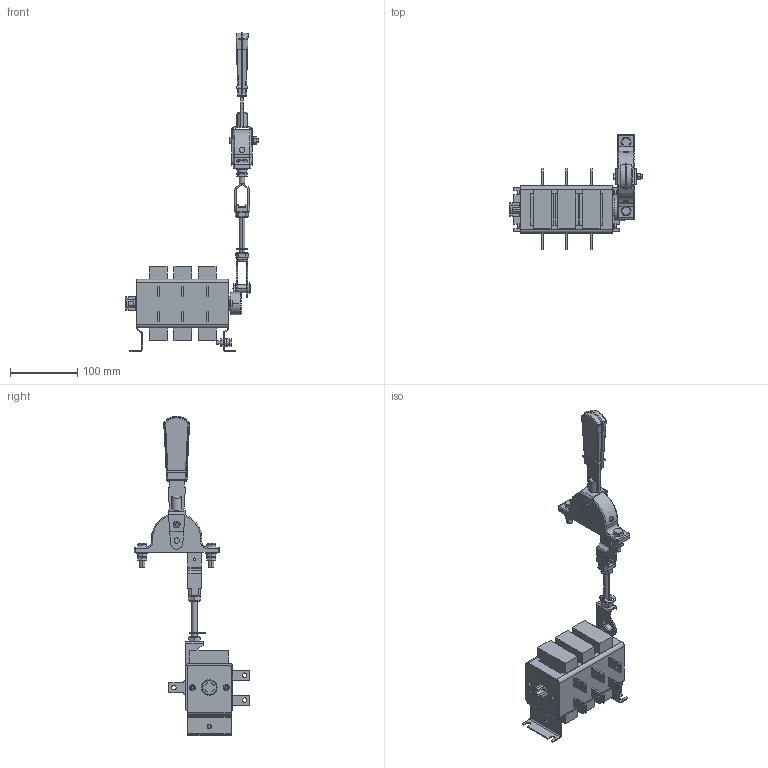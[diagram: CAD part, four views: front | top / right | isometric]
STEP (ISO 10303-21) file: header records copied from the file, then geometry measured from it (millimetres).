
FILE_DESCRIPTION (( 'STEP AP203' ), '1' );
FILE_NAME ('uvr32-31a71240-r.ÃÌ Âûêëþ÷àòåëü-ðàçúåäèíèòåëü ÂÐ32Ó-31A71240-R ñ ïåðåä. ñìåù. ðóêîÿòêîé.STEP', '2025-01-15T11:14:43', ( '' ), ( '' ), 'SwSTEP 2.0', 'SolidWorks 2021', '' );
FILE_SCHEMA (( 'CONFIG_CONTROL_DESIGN' ));
Length unit declared in the file: millimetre
Products named in the file (1): uvr32-31a71240-r.ÃÌ Âûêëþ÷àòåëü-ðàçúåäèíèòåëü ÂÐ32Ó-31A71240-R ñ ïåðåä. ñìåù. ðóêîÿòêîé
Bounding box: 197.85 x 171.32 x 473.97 mm (x, y, z)
Volume: 1060900 mm3; surface area: 259857.8 mm2
Topology: 35 solids, 35 shells, 1223 faces, 3054 edges, 1944 vertices
Faces by surface type: plane 735, cylinder 416, torus 36, cone 18, bspline 12, sphere 6
Entity records: 37536 total; most frequent: CARTESIAN_POINT 7996, DIRECTION 6132, ORIENTED_EDGE 6092, EDGE_CURVE 3046, LINE 2064, VECTOR 2064, AXIS2_PLACEMENT_3D 2034, VERTEX_POINT 1944
